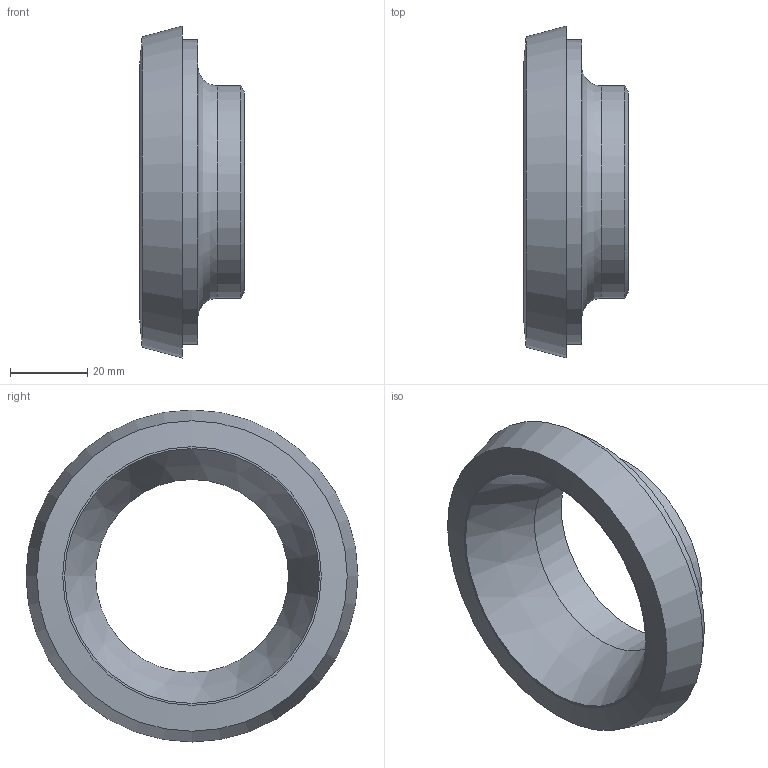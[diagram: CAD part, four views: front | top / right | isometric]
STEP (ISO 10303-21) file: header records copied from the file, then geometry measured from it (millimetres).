
FILE_DESCRIPTION((''),'2;1');
FILE_NAME('12402065X050.stp','2010-08-05T10:32:50',('thilbrands'),(''),'Autodesk Inventor 2008','Autodesk Inventor 2008','');
FILE_SCHEMA(('AUTOMOTIVE_DESIGN { 1 0 10303 214 1 1 1 1 }'));
Length unit declared in the file: millimetre
Products named in the file (1): 124020151010
Bounding box: 27 x 86 x 86 mm (x, y, z)
Volume: 43181.1 mm3; surface area: 15918.6 mm2
Topology: 1 solids, 1 shells, 12 faces, 20 edges, 12 vertices
Faces by surface type: plane 4, cone 4, cylinder 3, bspline 1
Full cylindrical faces by diameter (mm): 50 x1, 55 x1, 79 x1
Entity records: 314 total; most frequent: CARTESIAN_POINT 81, DIRECTION 48, AXIS2_PLACEMENT_3D 24, ORIENTED_EDGE 24, EDGE_LOOP 24, VERTEX_POINT 12, CIRCLE 12, EDGE_CURVE 12
